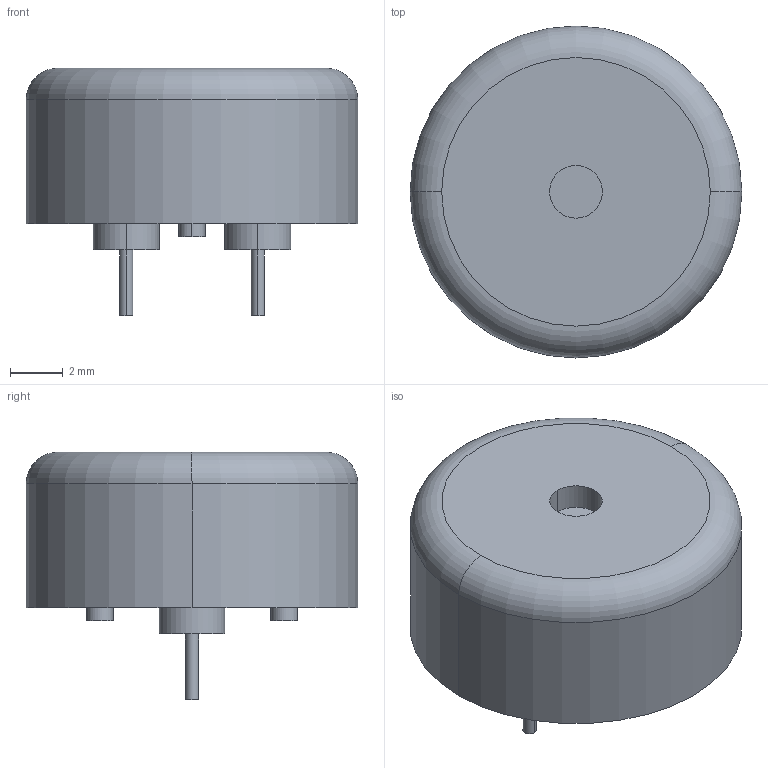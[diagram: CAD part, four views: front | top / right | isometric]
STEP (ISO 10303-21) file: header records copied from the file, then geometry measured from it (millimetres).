
FILE_DESCRIPTION (( 'STEP AP214' ), '1' );
FILE_NAME ('R_D12p6_H6p9_S5_d0p5.STEP', '2014-11-13T07:05:18', ( '' ), ( '' ), 'SwSTEP 2.0', 'SolidWorks 2013', '' );
FILE_SCHEMA (( 'AUTOMOTIVE_DESIGN' ));
Length unit declared in the file: millimetre
Products named in the file (1): R_D12p6_H6p9_S5_d0p5
Bounding box: 12.6 x 12.6 x 9.4 mm (x, y, z)
Volume: 476.5 mm3; surface area: 761.7 mm2
Topology: 1 solids, 1 shells, 30 faces, 58 edges, 38 vertices
Faces by surface type: cylinder 18, plane 10, torus 2
Entity records: 908 total; most frequent: DIRECTION 160, CARTESIAN_POINT 127, ORIENTED_EDGE 116, AXIS2_PLACEMENT_3D 71, EDGE_CURVE 58, CIRCLE 40, VERTEX_POINT 38, EDGE_LOOP 38
